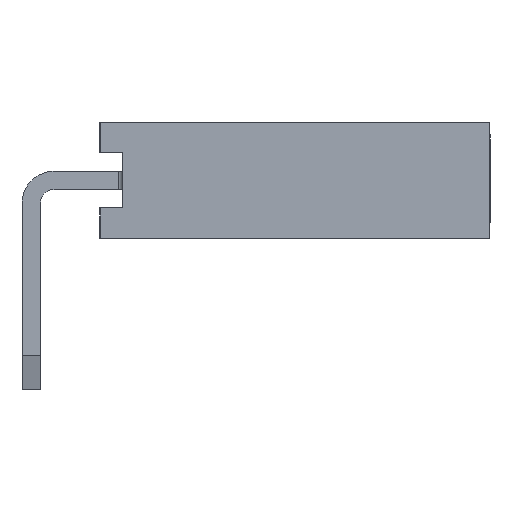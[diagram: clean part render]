
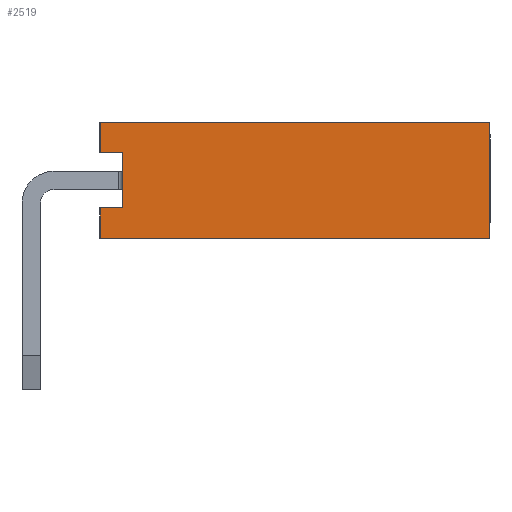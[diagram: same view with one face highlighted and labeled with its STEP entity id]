
A CAD part, left-side view. The second image highlights one B-rep face of the part: STEP entity #2519.
In plain terms, the highlighted planar face has unit normal (-1, 0, 0).
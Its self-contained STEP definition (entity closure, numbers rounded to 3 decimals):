
#2519=ADVANCED_FACE('',(#13589),#13591,.T.);
#13589=FACE_BOUND('',#13590,.T.);
#13590=EDGE_LOOP('',(#22493,#22494,#22495,#22496,#22497,#22498,#22499,#22500));
#13591=PLANE('',#13592);
#13592=AXIS2_PLACEMENT_3D('',#13593,#13594,#13595);
#13593=CARTESIAN_POINT('',(-1.27,-1.5,2.54));
#13594=DIRECTION('',(-1.,0.,0.));
#13595=DIRECTION('',(0.,0.,-1.));
#22493=ORIENTED_EDGE('',*,*,#28909,.T.);
#22494=ORIENTED_EDGE('',*,*,#28910,.T.);
#22495=ORIENTED_EDGE('',*,*,#28911,.T.);
#22496=ORIENTED_EDGE('',*,*,#28912,.F.);
#22497=ORIENTED_EDGE('',*,*,#28913,.F.);
#22498=ORIENTED_EDGE('',*,*,#28914,.T.);
#22499=ORIENTED_EDGE('',*,*,#28915,.T.);
#22500=ORIENTED_EDGE('',*,*,#28477,.T.);
#28477=EDGE_CURVE('',#32609,#32610,#32611,.T.);
#28909=EDGE_CURVE('',#32610,#33221,#33222,.F.);
#28910=EDGE_CURVE('',#33221,#33223,#33224,.T.);
#28911=EDGE_CURVE('',#33223,#33225,#33226,.T.);
#28912=EDGE_CURVE('',#33227,#33225,#33228,.T.);
#28913=EDGE_CURVE('',#33229,#33227,#33230,.T.);
#28914=EDGE_CURVE('',#33229,#33231,#33232,.T.);
#28915=EDGE_CURVE('',#33231,#32609,#33233,.F.);
#32609=VERTEX_POINT('',#39881);
#32610=VERTEX_POINT('',#39882);
#32611=LINE('',#39883,#39884);
#33221=VERTEX_POINT('',#41357);
#33222=LINE('',#41358,#41359);
#33223=VERTEX_POINT('',#41361);
#33224=LINE('',#41362,#41363);
#33225=VERTEX_POINT('',#41365);
#33226=LINE('',#41366,#41367);
#33227=VERTEX_POINT('',#41369);
#33228=LINE('',#41370,#41371);
#33229=VERTEX_POINT('',#41373);
#33230=LINE('',#41374,#41375);
#33231=VERTEX_POINT('',#41377);
#33232=LINE('',#41378,#41379);
#33233=LINE('',#41381,#41382);
#39881=CARTESIAN_POINT('',(-1.27,-2.,1.87));
#39882=CARTESIAN_POINT('',(-1.27,-2.,0.67));
#39883=CARTESIAN_POINT('',(-1.27,-2.,1.87));
#39884=VECTOR('',#39885,1.);
#39885=DIRECTION('',(0.,0.,-1.));
#41357=CARTESIAN_POINT('',(-1.27,-1.5,0.67));
#41358=CARTESIAN_POINT('',(-1.27,-1.5,0.67));
#41359=VECTOR('',#41360,1.);
#41360=DIRECTION('',(0.,-1.,0.));
#41361=CARTESIAN_POINT('',(-1.27,-1.5,0.));
#41362=CARTESIAN_POINT('',(-1.27,-1.5,0.67));
#41363=VECTOR('',#41364,1.);
#41364=DIRECTION('',(0.,0.,-1.));
#41365=CARTESIAN_POINT('',(-1.27,-10.,0.));
#41366=CARTESIAN_POINT('',(-1.27,-1.5,0.));
#41367=VECTOR('',#41368,1.);
#41368=DIRECTION('',(0.,-1.,0.));
#41369=CARTESIAN_POINT('',(-1.27,-10.,2.54));
#41370=CARTESIAN_POINT('',(-1.27,-10.,2.54));
#41371=VECTOR('',#41372,1.);
#41372=DIRECTION('',(0.,0.,-1.));
#41373=CARTESIAN_POINT('',(-1.27,-1.5,2.54));
#41374=CARTESIAN_POINT('',(-1.27,-1.5,2.54));
#41375=VECTOR('',#41376,1.);
#41376=DIRECTION('',(0.,-1.,0.));
#41377=CARTESIAN_POINT('',(-1.27,-1.5,1.87));
#41378=CARTESIAN_POINT('',(-1.27,-1.5,2.54));
#41379=VECTOR('',#41380,1.);
#41380=DIRECTION('',(0.,0.,-1.));
#41381=CARTESIAN_POINT('',(-1.27,-2.,1.87));
#41382=VECTOR('',#41383,1.);
#41383=DIRECTION('',(0.,1.,0.));
